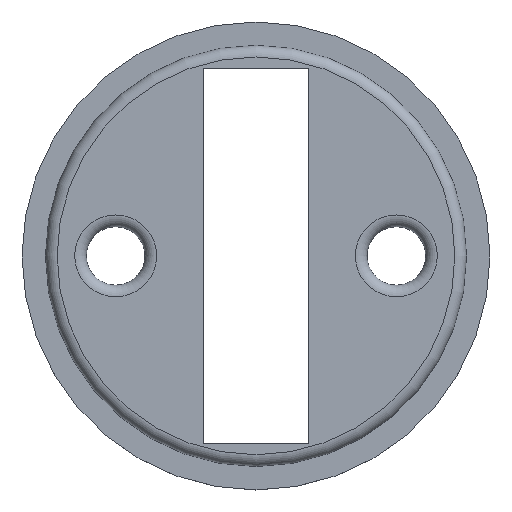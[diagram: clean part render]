
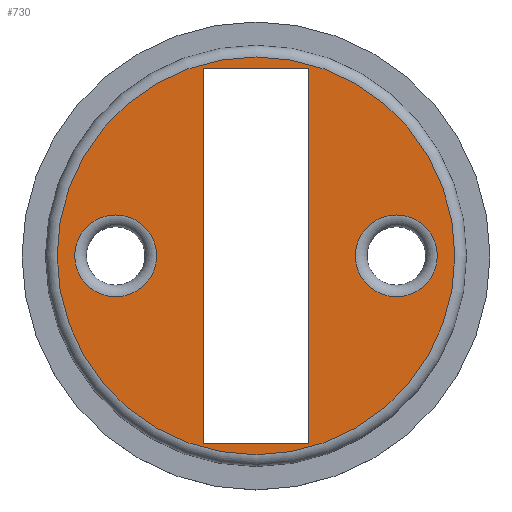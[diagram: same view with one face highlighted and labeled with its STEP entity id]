
A CAD part, top view. The second image highlights one B-rep face of the part: STEP entity #730.
In plain terms, the highlighted planar face has unit normal (0, 0, 1).
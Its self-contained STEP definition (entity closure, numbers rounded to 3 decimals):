
#410 = EDGE_CURVE('',#411,#413,#415,.T.);
#411 = VERTEX_POINT('',#412);
#412 = CARTESIAN_POINT('',(9.,-32.,15.));
#413 = VERTEX_POINT('',#414);
#414 = CARTESIAN_POINT('',(-9.,-32.,15.));
#415 = LINE('',#416,#417);
#416 = CARTESIAN_POINT('',(9.,-32.,15.));
#417 = VECTOR('',#418,1.);
#418 = DIRECTION('',(-1.,0.,0.));
#730 = ADVANCED_FACE('',(#731,#742,#767,#778),#789,.T.);
#731 = FACE_BOUND('',#732,.T.);
#732 = EDGE_LOOP('',(#733));
#733 = ORIENTED_EDGE('',*,*,#734,.F.);
#734 = EDGE_CURVE('',#735,#735,#737,.T.);
#735 = VERTEX_POINT('',#736);
#736 = CARTESIAN_POINT('',(-17.,0.,15.));
#737 = CIRCLE('',#738,7.);
#738 = AXIS2_PLACEMENT_3D('',#739,#740,#741);
#739 = CARTESIAN_POINT('',(-24.,0.,15.));
#740 = DIRECTION('',(0.,0.,1.));
#741 = DIRECTION('',(1.,0.,-0.));
#742 = FACE_BOUND('',#743,.T.);
#743 = EDGE_LOOP('',(#744,#752,#760,#766));
#744 = ORIENTED_EDGE('',*,*,#745,.T.);
#745 = EDGE_CURVE('',#413,#746,#748,.T.);
#746 = VERTEX_POINT('',#747);
#747 = CARTESIAN_POINT('',(-9.,32.,15.));
#748 = LINE('',#749,#750);
#749 = CARTESIAN_POINT('',(-9.,-32.,15.));
#750 = VECTOR('',#751,1.);
#751 = DIRECTION('',(0.,1.,0.));
#752 = ORIENTED_EDGE('',*,*,#753,.T.);
#753 = EDGE_CURVE('',#746,#754,#756,.T.);
#754 = VERTEX_POINT('',#755);
#755 = CARTESIAN_POINT('',(9.,32.,15.));
#756 = LINE('',#757,#758);
#757 = CARTESIAN_POINT('',(-9.,32.,15.));
#758 = VECTOR('',#759,1.);
#759 = DIRECTION('',(1.,0.,0.));
#760 = ORIENTED_EDGE('',*,*,#761,.T.);
#761 = EDGE_CURVE('',#754,#411,#762,.T.);
#762 = LINE('',#763,#764);
#763 = CARTESIAN_POINT('',(9.,32.,15.));
#764 = VECTOR('',#765,1.);
#765 = DIRECTION('',(0.,-1.,0.));
#766 = ORIENTED_EDGE('',*,*,#410,.T.);
#767 = FACE_BOUND('',#768,.T.);
#768 = EDGE_LOOP('',(#769));
#769 = ORIENTED_EDGE('',*,*,#770,.T.);
#770 = EDGE_CURVE('',#771,#771,#773,.T.);
#771 = VERTEX_POINT('',#772);
#772 = CARTESIAN_POINT('',(34.,0.,15.));
#773 = CIRCLE('',#774,34.);
#774 = AXIS2_PLACEMENT_3D('',#775,#776,#777);
#775 = CARTESIAN_POINT('',(0.,0.,15.));
#776 = DIRECTION('',(0.,0.,1.));
#777 = DIRECTION('',(1.,0.,-0.));
#778 = FACE_BOUND('',#779,.T.);
#779 = EDGE_LOOP('',(#780));
#780 = ORIENTED_EDGE('',*,*,#781,.F.);
#781 = EDGE_CURVE('',#782,#782,#784,.T.);
#782 = VERTEX_POINT('',#783);
#783 = CARTESIAN_POINT('',(31.,0.,15.));
#784 = CIRCLE('',#785,7.);
#785 = AXIS2_PLACEMENT_3D('',#786,#787,#788);
#786 = CARTESIAN_POINT('',(24.,0.,15.));
#787 = DIRECTION('',(0.,0.,1.));
#788 = DIRECTION('',(1.,0.,-0.));
#789 = PLANE('',#790);
#790 = AXIS2_PLACEMENT_3D('',#791,#792,#793);
#791 = CARTESIAN_POINT('',(0.,0.,15.));
#792 = DIRECTION('',(0.,0.,1.));
#793 = DIRECTION('',(1.,0.,0.));
